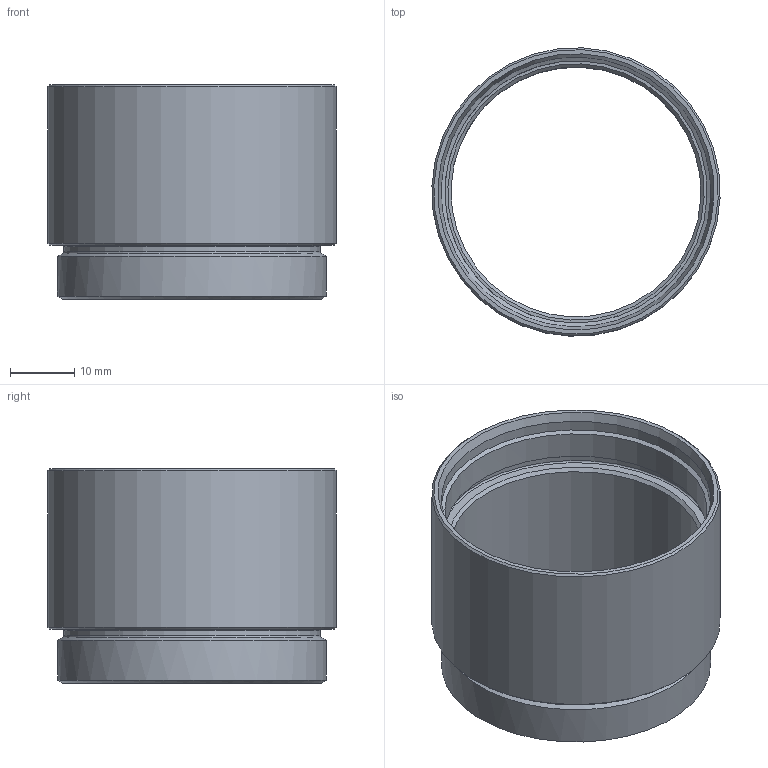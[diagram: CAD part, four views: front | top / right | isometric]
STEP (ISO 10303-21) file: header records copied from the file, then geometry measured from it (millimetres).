
FILE_DESCRIPTION(/* description */ (''),/* implementation_level */ '2;1');
FILE_NAME(/* name */ 'SBAP-X-E_3D-CAD.stp',/* time_stamp */ '2021-10-07T13:33:47-04:00',/* author */ ('us0alz'),/* organization */ (''),/* preprocessor_version */ 'ST-DEVELOPER v17',/* originating_system */ 'Autodesk Inventor 2019',/* authorisation */ '');
FILE_SCHEMA (('AUTOMOTIVE_DESIGN { 1 0 10303 214 3 1 1 }'));
Length unit declared in the file: millimetre
Products named in the file (1): SBAP-X-E_3D-CAD
Bounding box: 44.96 x 44.96 x 33.4 mm (x, y, z)
Volume: 9631.8 mm3; surface area: 9750 mm2
Topology: 1 solids, 1 shells, 24 faces, 64 edges, 44 vertices
Faces by surface type: cone 9, cylinder 7, plane 4, torus 4
Full cylindrical faces by diameter (mm): 39 x1, 40 x1, 40.917 x1, 42 x1, 42.1 x1, 43 x1, 45 x1
Entity records: 831 total; most frequent: DIRECTION 162, CARTESIAN_POINT 133, ORIENTED_EDGE 128, AXIS2_PLACEMENT_3D 73, EDGE_CURVE 64, CIRCLE 48, VERTEX_POINT 44, EDGE_LOOP 28
